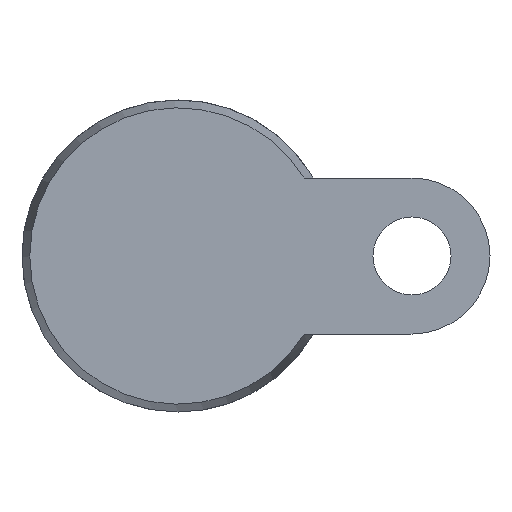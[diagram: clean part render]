
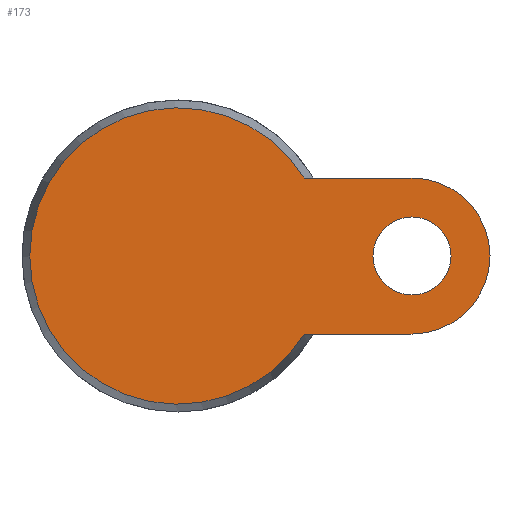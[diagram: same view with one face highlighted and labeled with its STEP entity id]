
A CAD part, front view. The second image highlights one B-rep face of the part: STEP entity #173.
In plain terms, the highlighted planar face has unit normal (0, -1, 0).
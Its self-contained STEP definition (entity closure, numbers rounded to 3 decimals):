
#173 = ADVANCED_FACE( '', ( #362, #363 ), #364, .F. );
#362 = FACE_BOUND( '', #557, .T. );
#363 = FACE_OUTER_BOUND( '', #558, .T. );
#364 = PLANE( '', #559 );
#557 = EDGE_LOOP( '', ( #968 ) );
#558 = EDGE_LOOP( '', ( #969, #970, #971, #972 ) );
#559 = AXIS2_PLACEMENT_3D( '', #973, #974, #975 );
#968 = ORIENTED_EDGE( '', *, *, #1175, .T. );
#969 = ORIENTED_EDGE( '', *, *, #1199, .F. );
#970 = ORIENTED_EDGE( '', *, *, #1088, .T. );
#971 = ORIENTED_EDGE( '', *, *, #1186, .F. );
#972 = ORIENTED_EDGE( '', *, *, #1067, .F. );
#973 = CARTESIAN_POINT( '', ( 28.5, 0., 0. ) );
#974 = DIRECTION( '', ( 0., 1., 0. ) );
#975 = DIRECTION( '', ( 0., 0., 1. ) );
#1067 = EDGE_CURVE( '', #1248, #1249, #1250, .T. );
#1088 = EDGE_CURVE( '', #1281, #1285, #1287, .T. );
#1175 = EDGE_CURVE( '', #1415, #1415, #1416, .T. );
#1186 = EDGE_CURVE( '', #1249, #1285, #1432, .T. );
#1199 = EDGE_CURVE( '', #1281, #1248, #1445, .T. );
#1248 = VERTEX_POINT( '', #1515 );
#1249 = VERTEX_POINT( '', #1516 );
#1250 = CIRCLE( '', #1517, 15. );
#1281 = VERTEX_POINT( '', #1576 );
#1285 = VERTEX_POINT( '', #1583 );
#1287 = CIRCLE( '', #1588, 28.5 );
#1415 = VERTEX_POINT( '', #1841 );
#1416 = CIRCLE( '', #1842, 7.5 );
#1432 = LINE( '', #1864, #1865 );
#1445 = LINE( '', #1881, #1882 );
#1515 = CARTESIAN_POINT( '', ( 45., 0., 15. ) );
#1516 = CARTESIAN_POINT( '', ( 45., 0., -15. ) );
#1517 = AXIS2_PLACEMENT_3D( '', #1935, #1936, #1937 );
#1576 = CARTESIAN_POINT( '', ( 24.233, 0., 15. ) );
#1583 = CARTESIAN_POINT( '', ( 24.233, 0., -15. ) );
#1588 = AXIS2_PLACEMENT_3D( '', #1960, #1961, #1962 );
#1841 = CARTESIAN_POINT( '', ( 52.5, 0., 0. ) );
#1842 = AXIS2_PLACEMENT_3D( '', #2042, #2043, #2044 );
#1864 = CARTESIAN_POINT( '', ( 45., 0., -15. ) );
#1865 = VECTOR( '', #2054, 1000. );
#1881 = CARTESIAN_POINT( '', ( 0., 0., 15. ) );
#1882 = VECTOR( '', #2067, 1000. );
#1935 = CARTESIAN_POINT( '', ( 45., 0., 0. ) );
#1936 = DIRECTION( '', ( 0., 1., 0. ) );
#1937 = DIRECTION( '', ( 1., 0., 0. ) );
#1960 = CARTESIAN_POINT( '', ( 0., 0., 0. ) );
#1961 = DIRECTION( '', ( 0., -1., 0. ) );
#1962 = DIRECTION( '', ( 0., 0., -1. ) );
#2042 = CARTESIAN_POINT( '', ( 45., 0., 0. ) );
#2043 = DIRECTION( '', ( 0., 1., 0. ) );
#2044 = DIRECTION( '', ( 1., 0., 0. ) );
#2054 = DIRECTION( '', ( -1., 0., 0. ) );
#2067 = DIRECTION( '', ( 1., 0., 0. ) );
